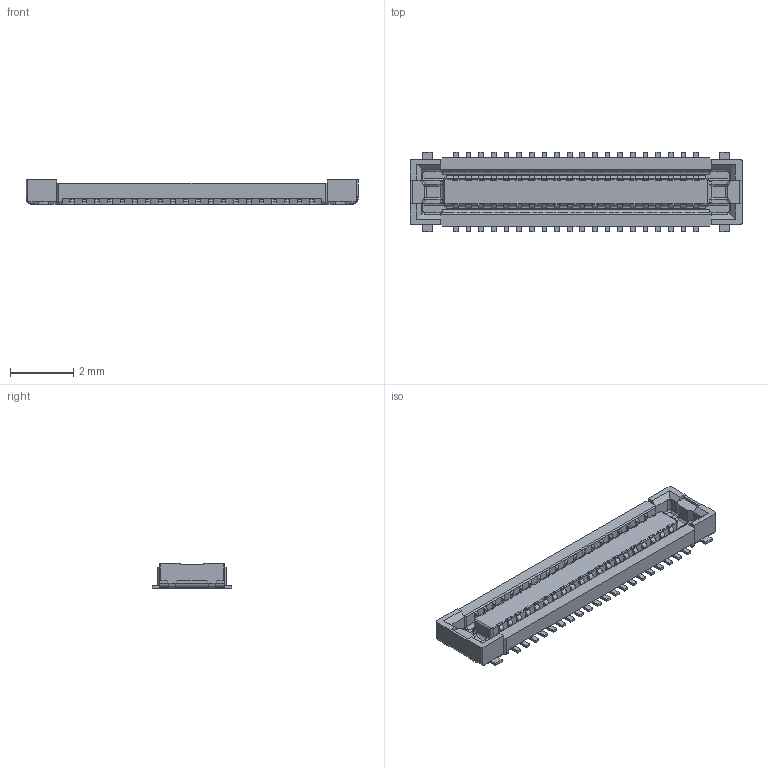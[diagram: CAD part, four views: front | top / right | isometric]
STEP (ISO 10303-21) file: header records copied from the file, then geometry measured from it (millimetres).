
FILE_DESCRIPTION (( 'STEP AP214' ), '1' );
FILE_NAME ('axe540127.step', '2013-12-04T01:13:57', ( '' ), ( '(C)Panasonic Corporation 2013' ), '', '', '' );
FILE_SCHEMA (( 'AUTOMOTIVE_DESIGN' ));
Length unit declared in the file: millimetre
Products named in the file (1): axe540127
Bounding box: 10.5 x 2.5 x 0.77 mm (x, y, z)
Volume: 11.8 mm3; surface area: 92 mm2
Topology: 1 solids, 1 shells, 1422 faces, 3832 edges, 2452 vertices
Faces by surface type: plane 1104, cylinder 302, torus 8, bspline 4, cone 4
Entity records: 44446 total; most frequent: CARTESIAN_POINT 8759, ORIENTED_EDGE 7664, DIRECTION 7174, EDGE_CURVE 3832, LINE 2944, VECTOR 2944, VERTEX_POINT 2452, AXIS2_PLACEMENT_3D 2115
